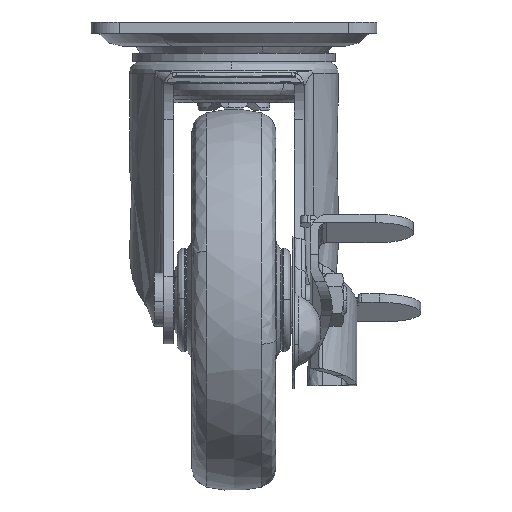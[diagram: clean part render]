
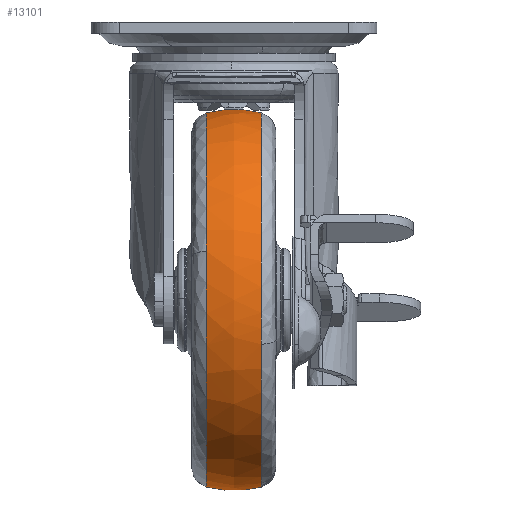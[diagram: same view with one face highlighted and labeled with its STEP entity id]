
A CAD part, left-side view. The second image highlights one B-rep face of the part: STEP entity #13101.
In plain terms, the highlighted free-form (B-spline) face has degree [2, 2] with [3, 7] control points.
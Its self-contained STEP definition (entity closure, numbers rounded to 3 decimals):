
#12879=CARTESIAN_POINT('',(-33.,7.2,-23.877));
#12880=VERTEX_POINT('',#12879);
#12911=CARTESIAN_POINT('',(-80.422,7.2,-60.186));
#12912=VERTEX_POINT('',#12911);
#12926=CARTESIAN_POINT('',(-33.,7.2,-23.877));
#12927=CARTESIAN_POINT('',(-70.611,7.2,-23.877));
#12928=CARTESIAN_POINT('',(-80.422,7.2,-60.186));
#12936=(BOUNDED_CURVE()B_SPLINE_CURVE(2,(#12926,#12927,#12928),.UNSPECIFIED.,.F.,.U.)B_SPLINE_CURVE_WITH_KNOTS((3,3),(0.5,0.706),.UNSPECIFIED.)CURVE()GEOMETRIC_REPRESENTATION_ITEM()RATIONAL_B_SPLINE_CURVE((1.0,0.759,0.914))REPRESENTATION_ITEM(''));
#12937=EDGE_CURVE('',#12880,#12912,#12936,.T.);
#12971=CARTESIAN_POINT('',(-33.,7.2,-122.123));
#12972=VERTEX_POINT('',#12971);
#12986=CARTESIAN_POINT('',(-80.422,7.2,-60.186));
#12987=CARTESIAN_POINT('',(-82.123,7.2,-66.48));
#12988=CARTESIAN_POINT('',(-82.123,7.2,-73.));
#12989=CARTESIAN_POINT('',(-82.123,7.2,-122.123));
#12990=CARTESIAN_POINT('',(-33.,7.2,-122.123));
#12998=(BOUNDED_CURVE()B_SPLINE_CURVE(2,(#12986,#12987,#12988,#12989,#12990),.UNSPECIFIED.,.F.,.U.)B_SPLINE_CURVE_WITH_KNOTS((3,2,3),(0.706,0.75,1.0),.UNSPECIFIED.)CURVE()GEOMETRIC_REPRESENTATION_ITEM()RATIONAL_B_SPLINE_CURVE((0.914,0.948,1.0,0.707,1.0))REPRESENTATION_ITEM(''));
#12999=EDGE_CURVE('',#12912,#12972,#12998,.T.);
#13008=CARTESIAN_POINT('',(-31.631,-7.895,-24.057));
#13009=CARTESIAN_POINT('',(-31.571,0.,-21.904));
#13010=CARTESIAN_POINT('',(-31.631,7.895,-24.057));
#13011=CARTESIAN_POINT('',(-32.311,-7.895,-24.057));
#13012=CARTESIAN_POINT('',(-32.281,0.,-21.904));
#13013=CARTESIAN_POINT('',(-32.311,7.895,-24.057));
#13014=CARTESIAN_POINT('',(-81.942,-7.895,-24.057));
#13015=CARTESIAN_POINT('',(-84.096,0.,-21.904));
#13016=CARTESIAN_POINT('',(-81.942,7.895,-24.057));
#13017=CARTESIAN_POINT('',(-81.942,-7.895,-73.));
#13018=CARTESIAN_POINT('',(-84.096,0.,-73.));
#13019=CARTESIAN_POINT('',(-81.942,7.895,-73.));
#13020=CARTESIAN_POINT('',(-81.942,-7.895,-121.942));
#13021=CARTESIAN_POINT('',(-84.096,0.,-124.096));
#13022=CARTESIAN_POINT('',(-81.942,7.895,-121.942));
#13023=CARTESIAN_POINT('',(-32.311,-7.895,-121.942));
#13024=CARTESIAN_POINT('',(-32.281,0.,-124.096));
#13025=CARTESIAN_POINT('',(-32.311,7.895,-121.942));
#13026=CARTESIAN_POINT('',(-31.631,-7.895,-121.942));
#13027=CARTESIAN_POINT('',(-31.571,0.,-124.096));
#13028=CARTESIAN_POINT('',(-31.631,7.895,-121.942));
#13036=(BOUNDED_SURFACE()B_SPLINE_SURFACE(2,2,((#13008,#13011,#13014,#13017,#13020,#13023,#13026),(#13009,#13012,#13015,#13018,#13021,#13024,#13027),(#13010,#13013,#13016,#13019,#13022,#13025,#13028)),.UNSPECIFIED.,.F.,.F.,.U.)B_SPLINE_SURFACE_WITH_KNOTS((3,3),(3,1,2,1,3),(0.0,16.073),(0.0,1.657,84.499,167.342,168.998),.UNSPECIFIED.)GEOMETRIC_REPRESENTATION_ITEM()RATIONAL_B_SPLINE_SURFACE(((0.886,0.881,0.619,0.875,0.619,0.881,0.886),(0.855,0.85,0.597,0.845,0.597,0.85,0.855),(0.886,0.881,0.619,0.875,0.619,0.881,0.886)))REPRESENTATION_ITEM('')SURFACE());
#13037=CARTESIAN_POINT('',(-33.,-7.2,-23.877));
#13038=VERTEX_POINT('',#13037);
#13039=CARTESIAN_POINT('',(-33.,-7.2,-23.877));
#13040=CARTESIAN_POINT('',(-33.,0.,-22.097));
#13041=CARTESIAN_POINT('',(-33.,7.2,-23.877));
#13049=(BOUNDED_CURVE()B_SPLINE_CURVE(2,(#13039,#13040,#13041),.UNSPECIFIED.,.F.,.U.)B_SPLINE_CURVE_WITH_KNOTS((3,3),(0.45,0.55),.UNSPECIFIED.)CURVE()GEOMETRIC_REPRESENTATION_ITEM()RATIONAL_B_SPLINE_CURVE((0.873,0.847,0.873))REPRESENTATION_ITEM(''));
#13050=EDGE_CURVE('',#13038,#12880,#13049,.T.);
#13051=ORIENTED_EDGE('',*,*,#13050,.T.);
#13052=ORIENTED_EDGE('',*,*,#12937,.T.);
#13053=ORIENTED_EDGE('',*,*,#12999,.T.);
#13054=CARTESIAN_POINT('',(-33.,-7.2,-122.123));
#13055=VERTEX_POINT('',#13054);
#13056=CARTESIAN_POINT('',(-33.,-7.2,-122.123));
#13057=CARTESIAN_POINT('',(-33.,0.,-123.903));
#13058=CARTESIAN_POINT('',(-33.,7.2,-122.123));
#13066=(BOUNDED_CURVE()B_SPLINE_CURVE(2,(#13056,#13057,#13058),.UNSPECIFIED.,.F.,.U.)B_SPLINE_CURVE_WITH_KNOTS((3,3),(0.45,0.55),.UNSPECIFIED.)CURVE()GEOMETRIC_REPRESENTATION_ITEM()RATIONAL_B_SPLINE_CURVE((0.873,0.847,0.873))REPRESENTATION_ITEM(''));
#13067=EDGE_CURVE('',#13055,#12972,#13066,.T.);
#13068=ORIENTED_EDGE('',*,*,#13067,.F.);
#13069=CARTESIAN_POINT('',(-80.729,-7.2,-84.617));
#13070=VERTEX_POINT('',#13069);
#13071=CARTESIAN_POINT('',(-80.729,-7.2,-84.617));
#13072=CARTESIAN_POINT('',(-71.6,-7.2,-122.123));
#13073=CARTESIAN_POINT('',(-33.,-7.2,-122.123));
#13081=(BOUNDED_CURVE()B_SPLINE_CURVE(2,(#13071,#13072,#13073),.UNSPECIFIED.,.F.,.U.)B_SPLINE_CURVE_WITH_KNOTS((3,3),(0.79,1.0),.UNSPECIFIED.)CURVE()GEOMETRIC_REPRESENTATION_ITEM()RATIONAL_B_SPLINE_CURVE((0.921,0.754,1.0))REPRESENTATION_ITEM(''));
#13082=EDGE_CURVE('',#13070,#13055,#13081,.T.);
#13083=ORIENTED_EDGE('',*,*,#13082,.F.);
#13084=CARTESIAN_POINT('',(-33.,-7.2,-23.877));
#13085=CARTESIAN_POINT('',(-82.123,-7.2,-23.877));
#13086=CARTESIAN_POINT('',(-82.123,-7.2,-73.));
#13087=CARTESIAN_POINT('',(-82.123,-7.2,-78.892));
#13088=CARTESIAN_POINT('',(-80.729,-7.2,-84.617));
#13096=(BOUNDED_CURVE()B_SPLINE_CURVE(2,(#13084,#13085,#13086,#13087,#13088),.UNSPECIFIED.,.F.,.U.)B_SPLINE_CURVE_WITH_KNOTS((3,2,3),(0.5,0.75,0.79),.UNSPECIFIED.)CURVE()GEOMETRIC_REPRESENTATION_ITEM()RATIONAL_B_SPLINE_CURVE((1.0,0.707,1.0,0.953,0.921))REPRESENTATION_ITEM(''));
#13097=EDGE_CURVE('',#13038,#13070,#13096,.T.);
#13098=ORIENTED_EDGE('',*,*,#13097,.F.);
#13099=EDGE_LOOP('',(#13051,#13052,#13053,#13068,#13083,#13098));
#13100=FACE_OUTER_BOUND('',#13099,.T.);
#13101=ADVANCED_FACE('',(#13100),#13036,.T.);
